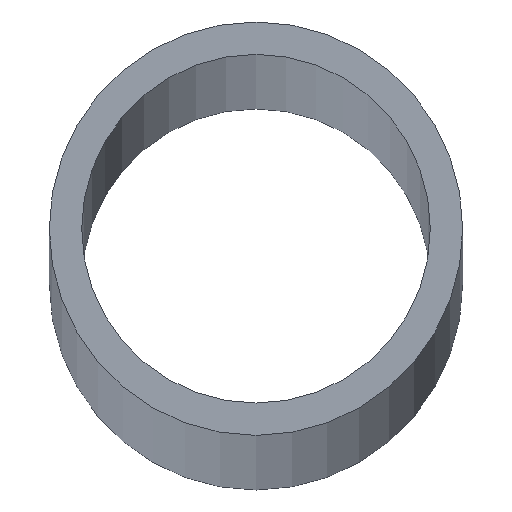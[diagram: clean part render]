
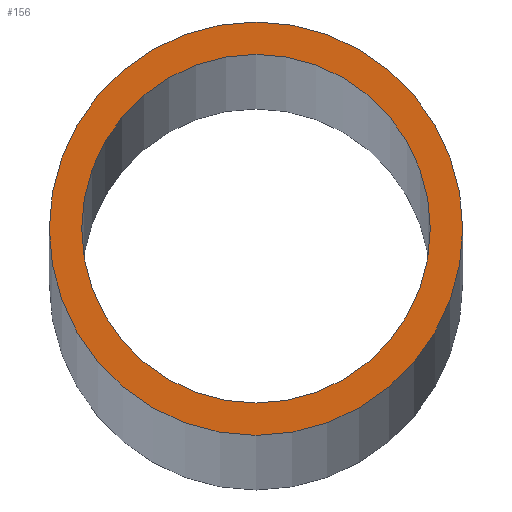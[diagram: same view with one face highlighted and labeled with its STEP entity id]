
A CAD part, top view. The second image highlights one B-rep face of the part: STEP entity #156.
In plain terms, the highlighted planar face has unit normal (0, 0, 1).
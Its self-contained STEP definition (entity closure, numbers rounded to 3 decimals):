
#105=CARTESIAN_POINT('',(11.15,0.0,2000.0));
#106=VERTEX_POINT('',#105);
#107=CARTESIAN_POINT('',(0.0,0.0,2000.0));
#108=DIRECTION('',(0.0,0.0,-1.0));
#109=DIRECTION('',(1.0,0.0,0.0));
#110=AXIS2_PLACEMENT_3D('',#107,#108,#109);
#111=CIRCLE('',#110,11.15);
#112=EDGE_CURVE('',#106,#106,#111,.T.);
#122=CARTESIAN_POINT('',(13.22,0.,2000.0));
#123=VERTEX_POINT('',#122);
#124=CARTESIAN_POINT('',(0.0,0.0,2000.0));
#125=DIRECTION('',(0.0,0.0,-1.0));
#126=DIRECTION('',(-1.0,0.0,0.0));
#127=AXIS2_PLACEMENT_3D('',#124,#125,#126);
#128=CIRCLE('',#127,13.22);
#129=EDGE_CURVE('',#123,#123,#128,.T.);
#145=CARTESIAN_POINT('',(0.0,0.0,2000.0));
#146=DIRECTION('',(0.0,0.0,-1.0));
#147=DIRECTION('',(-1.0,0.0,0.0));
#148=AXIS2_PLACEMENT_3D('',#145,#146,#147);
#149=PLANE('',#148);
#150=ORIENTED_EDGE('',*,*,#129,.F.);
#151=EDGE_LOOP('',(#150));
#152=FACE_OUTER_BOUND('',#151,.T.);
#153=ORIENTED_EDGE('',*,*,#112,.T.);
#154=EDGE_LOOP('',(#153));
#155=FACE_BOUND('',#154,.T.);
#156=ADVANCED_FACE('',(#152,#155),#149,.F.);
